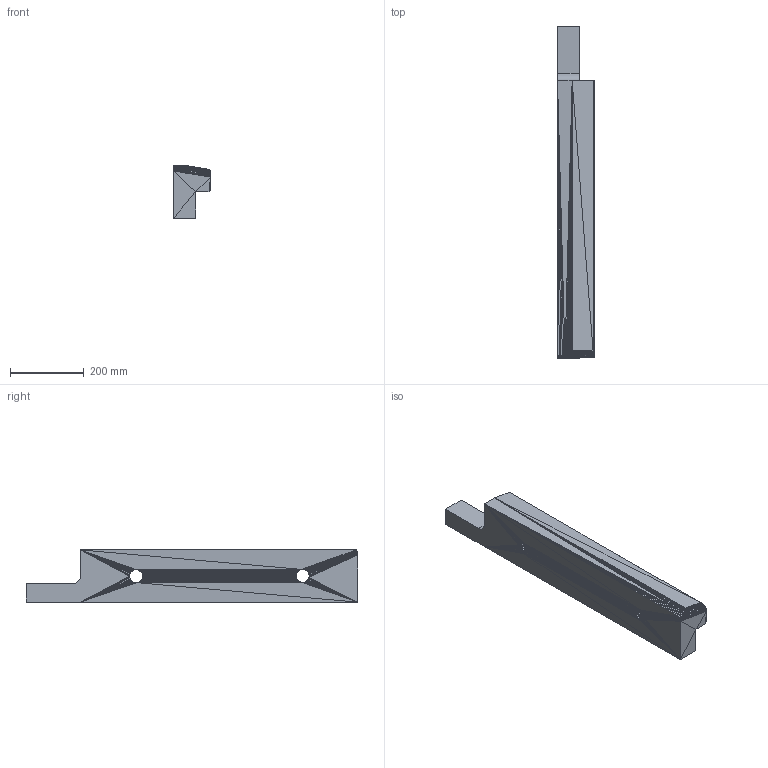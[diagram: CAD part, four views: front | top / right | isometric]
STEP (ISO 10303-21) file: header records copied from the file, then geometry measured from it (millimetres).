
FILE_DESCRIPTION(/* description */ (''),/* implementation_level */ '2;1');
FILE_NAME(/* name */ 'part 1 filler x4 v3.step',/* time_stamp */ '2023-03-24T11:44:59-08:00',/* author */ (''),/* organization */ (''),/* preprocessor_version */ 'ST-DEVELOPER v19.2',/* originating_system */ 'Autodesk Translation Framework v11.17.0.187',/* authorisation */ '');
FILE_SCHEMA (('AUTOMOTIVE_DESIGN { 1 0 10303 214 3 1 1 }'));
Length unit declared in the file: millimetre
Products named in the file (1): part 1 filler x4
Bounding box: 100 x 897.5 x 141.12 mm (x, y, z)
Volume: 8341950.2 mm3; surface area: 418721.4 mm2
Topology: 1 solids, 1 shells, 1532 faces, 2306 edges, 772 vertices
Faces by surface type: plane 1530, cylinder 2
Entity records: 29986 total; most frequent: DIRECTION 5375, ORIENTED_EDGE 4612, CARTESIAN_POINT 4611, EDGE_CURVE 2306, LINE 2303, VECTOR 2303, AXIS2_PLACEMENT_3D 1536, FACE_OUTER_BOUND 1532
